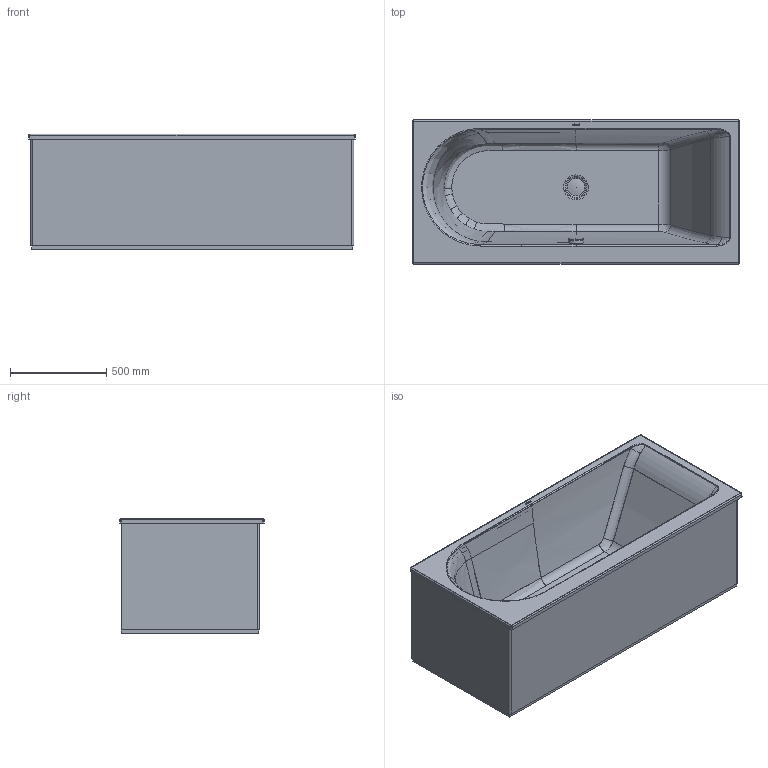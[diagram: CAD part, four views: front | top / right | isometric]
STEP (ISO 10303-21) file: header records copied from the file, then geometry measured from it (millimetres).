
FILE_DESCRIPTION((''),'2;1');
FILE_NAME('700243_2.stp','2011-05-18T20:35:03',('Administrator'),(''),'Autodesk Inventor 2011','Autodesk Inventor 2011','');
FILE_SCHEMA(('AUTOMOTIVE_DESIGN { 1 0 10303 214 1 1 1 1 }'));
Length unit declared in the file: millimetre
Products named in the file (6): 700243_2; 700243; Kelch_90; Stopfen_90; Verschluss_Ueberlauf; Verkleidung 700242
Assembly tree (5 placements, depth 2):
  700243_2
    700243
    Kelch_90
    Stopfen_90
    Verschluss_Ueberlauf
    Verkleidung 700242
Bounding box: 1700.11 x 750.25 x 600.04 mm (x, y, z)
Volume: 39423379.6 mm3; surface area: 8920940.7 mm2
Topology: 5 solids, 5 shells, 486 faces, 1382 edges, 911 vertices
Faces by surface type: plane 265, bspline 144, cylinder 55, torus 10, sphere 8, cone 4
Full cylindrical faces by diameter (mm): 15 x1, 52 x1, 74 x1, 79.999 x1, 86 x1, 90 x2
Entity records: 21986 total; most frequent: CARTESIAN_POINT 10251, ORIENTED_EDGE 2698, DIRECTION 1979, EDGE_CURVE 1349, VERTEX_POINT 905, VECTOR 789, LINE 789, AXIS2_PLACEMENT_3D 595
